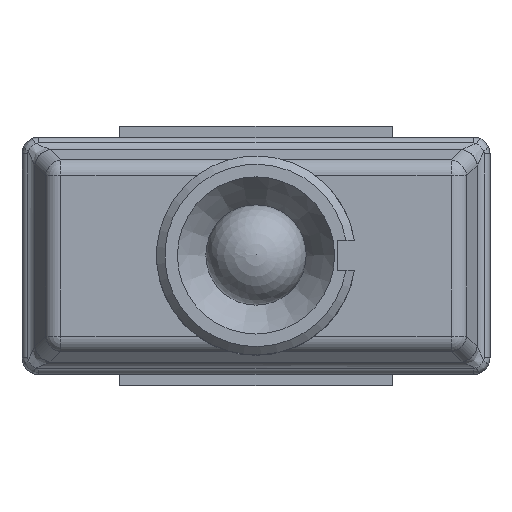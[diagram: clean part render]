
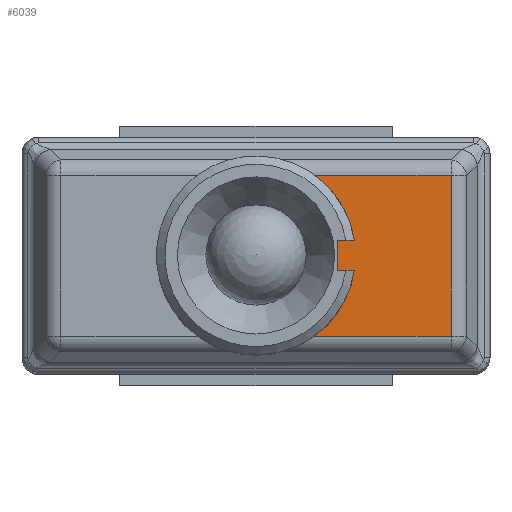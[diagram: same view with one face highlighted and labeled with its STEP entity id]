
A CAD part, top view. The second image highlights one B-rep face of the part: STEP entity #6039.
In plain terms, the highlighted planar face has unit normal (0, 0, 1).
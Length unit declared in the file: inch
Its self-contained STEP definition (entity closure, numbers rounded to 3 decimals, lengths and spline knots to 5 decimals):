
#308=PLANE('',#6547);
#645=LINE('',#9669,#1153);
#646=LINE('',#9671,#1154);
#647=LINE('',#9673,#1155);
#648=LINE('',#9677,#1156);
#649=LINE('',#9679,#1157);
#650=LINE('',#9680,#1158);
#1153=VECTOR('',#7715,0.3937);
#1154=VECTOR('',#7716,0.3937);
#1155=VECTOR('',#7717,0.3937);
#1156=VECTOR('',#7720,0.3937);
#1157=VECTOR('',#7721,0.3937);
#1158=VECTOR('',#7722,0.3937);
#1631=FACE_OUTER_BOUND('',#2023,.T.);
#2023=EDGE_LOOP('',(#4739,#4740,#4741,#4742,#4743,#4744,#4745,#4746));
#2381=CIRCLE('',#6548,0.23438);
#2382=CIRCLE('',#6549,0.23438);
#2864=VERTEX_POINT('',#9665);
#2865=VERTEX_POINT('',#9666);
#2866=VERTEX_POINT('',#9668);
#2867=VERTEX_POINT('',#9670);
#2868=VERTEX_POINT('',#9672);
#2869=VERTEX_POINT('',#9674);
#2870=VERTEX_POINT('',#9676);
#2871=VERTEX_POINT('',#9678);
#3532=EDGE_CURVE('',#2864,#2865,#2381,.T.);
#3533=EDGE_CURVE('',#2866,#2865,#645,.T.);
#3534=EDGE_CURVE('',#2867,#2866,#646,.T.);
#3535=EDGE_CURVE('',#2868,#2867,#647,.T.);
#3536=EDGE_CURVE('',#2868,#2869,#2382,.T.);
#3537=EDGE_CURVE('',#2869,#2870,#648,.T.);
#3538=EDGE_CURVE('',#2870,#2871,#649,.T.);
#3539=EDGE_CURVE('',#2871,#2864,#650,.T.);
#4739=ORIENTED_EDGE('',*,*,#3532,.T.);
#4740=ORIENTED_EDGE('',*,*,#3533,.F.);
#4741=ORIENTED_EDGE('',*,*,#3534,.F.);
#4742=ORIENTED_EDGE('',*,*,#3535,.F.);
#4743=ORIENTED_EDGE('',*,*,#3536,.T.);
#4744=ORIENTED_EDGE('',*,*,#3537,.T.);
#4745=ORIENTED_EDGE('',*,*,#3538,.T.);
#4746=ORIENTED_EDGE('',*,*,#3539,.T.);
#6039=ADVANCED_FACE('',(#1631),#308,.T.);
#6547=AXIS2_PLACEMENT_3D('',#9664,#7711,#7712);
#6548=AXIS2_PLACEMENT_3D('',#9667,#7713,#7714);
#6549=AXIS2_PLACEMENT_3D('',#9675,#7718,#7719);
#7711=DIRECTION('center_axis',(0.,0.,
1.));
#7712=DIRECTION('ref_axis',(1.,0.,0.));
#7713=DIRECTION('center_axis',(0.,0.,
-1.));
#7714=DIRECTION('ref_axis',(-1.,0.,0.));
#7715=DIRECTION('',(-1.,0.,0.));
#7716=DIRECTION('',(0.,-1.,0.));
#7717=DIRECTION('',(1.,0.,0.));
#7718=DIRECTION('center_axis',(0.,0.,
-1.));
#7719=DIRECTION('ref_axis',(-1.,0.,0.));
#7720=DIRECTION('',(-1.,0.,0.));
#7721=DIRECTION('',(0.,-1.,0.));
#7722=DIRECTION('',(1.,0.,0.));
#9664=CARTESIAN_POINT('Origin',(0.,0.,
0.18504));
#9665=CARTESIAN_POINT('',(0.23168,-0.03543,0.18504));
#9666=CARTESIAN_POINT('',(0.1378,-0.18958,0.18504));
#9667=CARTESIAN_POINT('Origin',(0.,0.,0.18504));
#9668=CARTESIAN_POINT('',(0.45972,-0.18958,0.18504));
#9669=CARTESIAN_POINT('',(-0.13189,-0.18958,0.18504));
#9670=CARTESIAN_POINT('',(0.45972,0.18958,0.18504));
#9671=CARTESIAN_POINT('',(0.45972,-0.06398,0.18504));
#9672=CARTESIAN_POINT('',(0.1378,0.18958,0.18504));
#9673=CARTESIAN_POINT('',(0.13189,0.18958,0.18504));
#9674=CARTESIAN_POINT('',(0.23168,0.03543,0.18504));
#9675=CARTESIAN_POINT('Origin',(0.,0.,0.18504));
#9676=CARTESIAN_POINT('',(0.19082,0.03543,0.18504));
#9677=CARTESIAN_POINT('',(0.11584,0.03543,0.18504));
#9678=CARTESIAN_POINT('',(0.19082,-0.03543,0.18504));
#9679=CARTESIAN_POINT('',(0.19082,0.01772,0.18504));
#9680=CARTESIAN_POINT('',(0.09541,-0.03543,0.18504));
